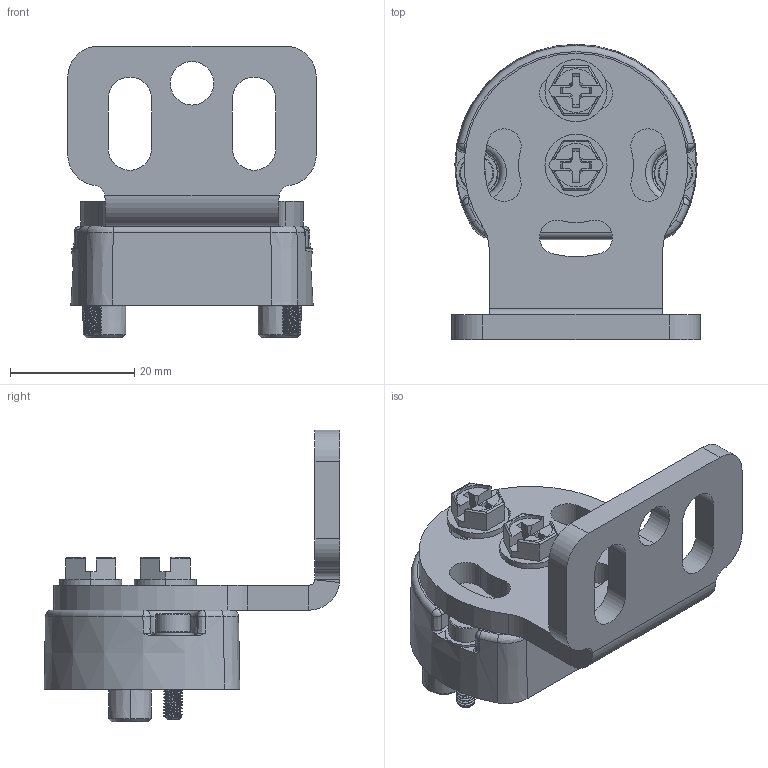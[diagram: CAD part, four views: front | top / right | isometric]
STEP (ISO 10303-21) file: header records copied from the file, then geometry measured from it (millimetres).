
FILE_DESCRIPTION((''),'2;1');
FILE_NAME('240281_SM01_ASM','2024-05-28T15:22:41',('banengservice'),('BANNER ENGINEERING'),'CREO PARAMETRIC BY PTC INC, 2022414','CREO PARAMETRIC BY PTC INC, 2022414','');
FILE_SCHEMA(('CONFIG_CONTROL_DESIGN'));
Products named in the file (6): 238132; 235530_EP01; 46252; 227964; 58892; 240281_SM01_ASM
Assembly tree (8 placements, depth 2):
  240281_SM01_ASM
    238132
    235530_EP01
    46252  x2
    227964  x2
    58892  x2
Bounding box: 40 x 47.6 x 47 mm (x, y, z)
Volume: 17928.8 mm3; surface area: 13330.3 mm2
Topology: 8 solids, 8 shells, 753 faces, 1827 edges, 1114 vertices
Faces by surface type: cylinder 265, plane 156, bspline 148, cone 91, torus 55, sphere 38
Entity records: 29151 total; most frequent: CARTESIAN_POINT 16726, ORIENTED_EDGE 2692, DIRECTION 2396, EDGE_CURVE 1346, AXIS2_PLACEMENT_3D 980, VERTEX_POINT 808, EDGE_LOOP 610, FACE_OUTER_BOUND 568
